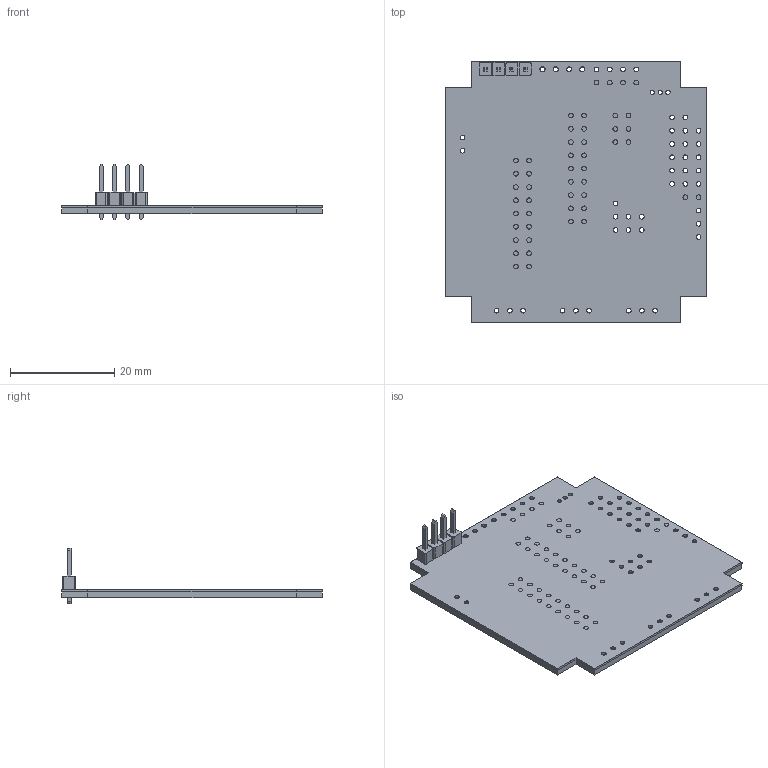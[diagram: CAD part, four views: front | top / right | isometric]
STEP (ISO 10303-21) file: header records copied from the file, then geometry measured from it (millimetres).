
FILE_DESCRIPTION(('Open CASCADE Model'),'2;1');
FILE_NAME('Open CASCADE Shape Model','2015-01-26T23:46:25',('Author'),( 'Open CASCADE'),'Open CASCADE STEP processor 6.2','Open CASCADE 6.2' ,'Unknown');
FILE_SCHEMA(('AUTOMOTIVE_DESIGN { 1 0 10303 214 1 1 1 1 }'));
Length unit declared in the file: millimetre
Products named in the file (6): PCB; Board; P25; Header4vert; Free-Models; Middle_plate
Assembly tree (5 placements, depth 3):
  PCB
    Board
    P25
      Header4vert
    Free-Models
      Middle_plate
Bounding box: 50 x 50 x 10.67 mm (x, y, z)
Volume: 4572 mm3; surface area: 10378.8 mm2
Topology: 7 solids, 7 shells, 325 faces, 933 edges, 622 vertices
Faces by surface type: cylinder 221, plane 104
Full cylindrical faces by diameter (mm): 0.8 x3, 0.9 x88, 1 x4
Entity records: 24578 total; most frequent: CARTESIAN_POINT 5732, DIRECTION 3145, ORIENTED_EDGE 1866, PCURVE 1866, DEFINITIONAL_REPRESENTATION 1866, LINE 1363, VECTOR 1363, EDGE_CURVE 933
